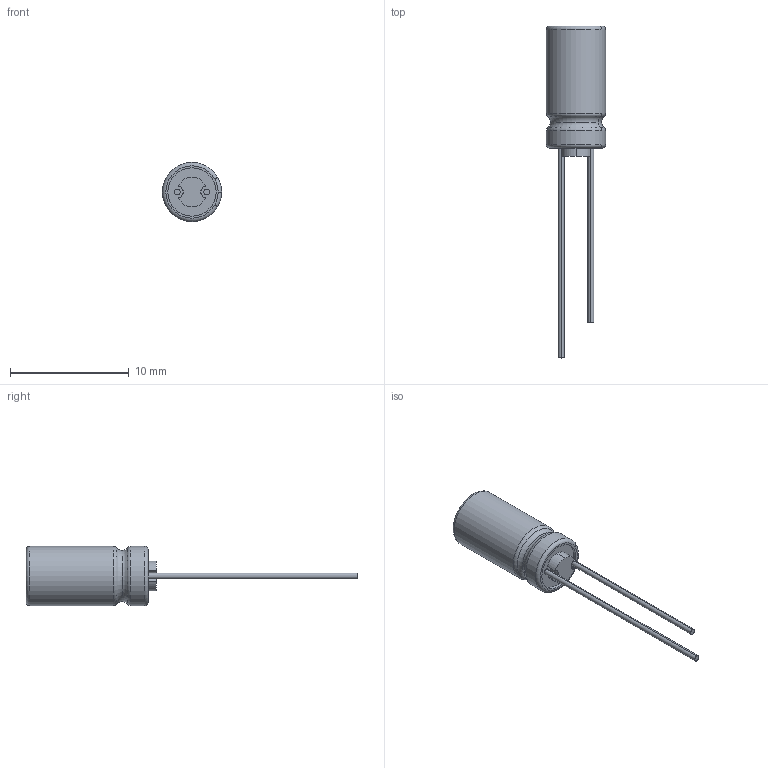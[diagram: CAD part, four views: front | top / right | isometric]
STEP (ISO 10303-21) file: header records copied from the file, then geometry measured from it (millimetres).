
FILE_DESCRIPTION (( 'STEP AP214' ), '1' );
FILE_NAME ('EEUEB1A101SH.STEP', '2021-04-05T04:57:53', ( '' ), ( '' ), 'SwSTEP 2.0', 'SolidWorks 2017', '' );
FILE_SCHEMA (( 'AUTOMOTIVE_DESIGN' ));
Length unit declared in the file: millimetre
Products named in the file (1): EEUEB1A101SH
Bounding box: 5 x 28 x 5 mm (x, y, z)
Volume: 203 mm3; surface area: 391.6 mm2
Topology: 5 solids, 5 shells, 75 faces, 183 edges, 119 vertices
Faces by surface type: plane 32, cylinder 25, torus 18
Entity records: 2318 total; most frequent: DIRECTION 438, CARTESIAN_POINT 378, ORIENTED_EDGE 366, EDGE_CURVE 183, AXIS2_PLACEMENT_3D 179, VERTEX_POINT 119, CIRCLE 103, VECTOR 80
